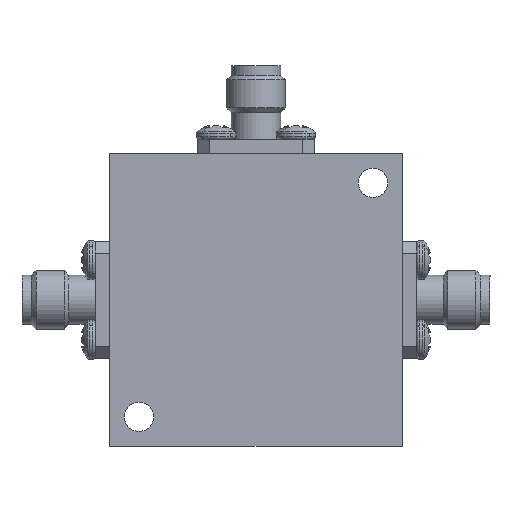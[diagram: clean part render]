
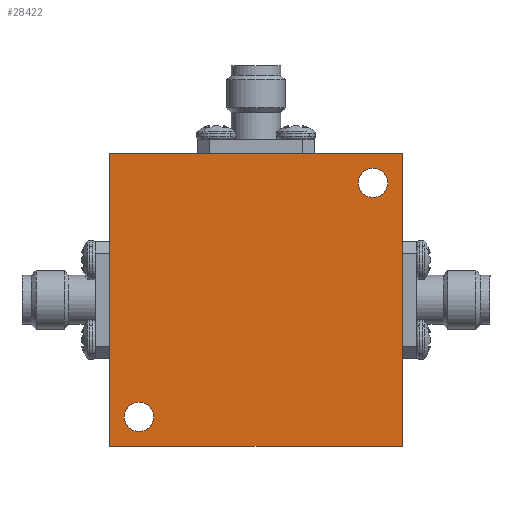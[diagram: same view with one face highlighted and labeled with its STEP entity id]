
A CAD part, front view. The second image highlights one B-rep face of the part: STEP entity #28422.
In plain terms, the highlighted planar face has unit normal (0, -1, 0).
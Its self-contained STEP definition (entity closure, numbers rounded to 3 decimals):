
#405 = DIRECTION ( 'NONE',  ( 0., 0., 1. ) ) ;
#676 = VECTOR ( 'NONE', #880, 1000. ) ;
#755 = EDGE_CURVE ( 'NONE', #41504, #30106, #7344, .T. ) ;
#779 = DIRECTION ( 'NONE',  ( 0., -1., 0. ) ) ;
#880 = DIRECTION ( 'NONE',  ( -1., 0., 0. ) ) ;
#955 = VERTEX_POINT ( 'NONE', #2336 ) ;
#1695 = EDGE_LOOP ( 'NONE', ( #4164, #57222 ) ) ;
#2057 = DIRECTION ( 'NONE',  ( 0., 1., 0. ) ) ;
#2336 = CARTESIAN_POINT ( 'NONE',  ( -15.875, 0., 15.875 ) ) ;
#2857 = CARTESIAN_POINT ( 'NONE',  ( 12.7, 0., 14.287 ) ) ;
#3864 = FACE_BOUND ( 'NONE', #1695, .T. ) ;
#3873 = DIRECTION ( 'NONE',  ( 0., 0., 1. ) ) ;
#3923 = LINE ( 'NONE', #45450, #40113 ) ;
#4164 = ORIENTED_EDGE ( 'NONE', *, *, #36567, .T. ) ;
#5044 = DIRECTION ( 'NONE',  ( 0., 1., 0. ) ) ;
#5628 = CARTESIAN_POINT ( 'NONE',  ( -12.7, 0., -11.112 ) ) ;
#5958 = CARTESIAN_POINT ( 'NONE',  ( -12.7, 0., -12.7 ) ) ;
#6197 = EDGE_CURVE ( 'NONE', #11330, #44822, #3923, .T. ) ;
#6902 = CARTESIAN_POINT ( 'NONE',  ( -15.875, 0., 15.875 ) ) ;
#7344 = CIRCLE ( 'NONE', #11128, 1.588 ) ;
#7397 = AXIS2_PLACEMENT_3D ( 'NONE', #5958, #2057, #11053 ) ;
#8501 = VERTEX_POINT ( 'NONE', #5628 ) ;
#9080 = LINE ( 'NONE', #32711, #27181 ) ;
#10449 = CARTESIAN_POINT ( 'NONE',  ( -15.875, 0., -15.875 ) ) ;
#11053 = DIRECTION ( 'NONE',  ( 0., 0., 1. ) ) ;
#11128 = AXIS2_PLACEMENT_3D ( 'NONE', #32928, #5044, #3873 ) ;
#11330 = VERTEX_POINT ( 'NONE', #25327 ) ;
#11461 = VERTEX_POINT ( 'NONE', #35613 ) ;
#12321 = CARTESIAN_POINT ( 'NONE',  ( 0., 0., 0. ) ) ;
#12614 = FACE_BOUND ( 'NONE', #24696, .T. ) ;
#12904 = PLANE ( 'NONE',  #41627 ) ;
#15120 = CIRCLE ( 'NONE', #7397, 1.588 ) ;
#16068 = ORIENTED_EDGE ( 'NONE', *, *, #53348, .F. ) ;
#19429 = ORIENTED_EDGE ( 'NONE', *, *, #755, .T. ) ;
#21173 = LINE ( 'NONE', #6902, #49748 ) ;
#23413 = CARTESIAN_POINT ( 'NONE',  ( 12.7, 0., 12.7 ) ) ;
#23929 = ORIENTED_EDGE ( 'NONE', *, *, #40856, .F. ) ;
#24559 = ORIENTED_EDGE ( 'NONE', *, *, #40544, .T. ) ;
#24656 = AXIS2_PLACEMENT_3D ( 'NONE', #23413, #55837, #405 ) ;
#24696 = EDGE_LOOP ( 'NONE', ( #24559, #19429 ) ) ;
#24901 = VERTEX_POINT ( 'NONE', #10449 ) ;
#25069 = LINE ( 'NONE', #38091, #676 ) ;
#25112 = DIRECTION ( 'NONE',  ( 0., 0., 1. ) ) ;
#25327 = CARTESIAN_POINT ( 'NONE',  ( 15.875, 0., 15.875 ) ) ;
#27181 = VECTOR ( 'NONE', #27612, 1000. ) ;
#27612 = DIRECTION ( 'NONE',  ( 1., 0., 0. ) ) ;
#28304 = CARTESIAN_POINT ( 'NONE',  ( 15.875, 0., -15.875 ) ) ;
#28422 = ADVANCED_FACE ( 'NONE', ( #3864, #54490, #12614 ), #12904, .T. ) ;
#28449 = DIRECTION ( 'NONE',  ( 0., 0., -1. ) ) ;
#28474 = CIRCLE ( 'NONE', #24656, 1.588 ) ;
#30106 = VERTEX_POINT ( 'NONE', #36428 ) ;
#32711 = CARTESIAN_POINT ( 'NONE',  ( -15.875, 0., 15.875 ) ) ;
#32833 = DIRECTION ( 'NONE',  ( 0., 0., -1. ) ) ;
#32928 = CARTESIAN_POINT ( 'NONE',  ( 12.7, 0., 12.7 ) ) ;
#35613 = CARTESIAN_POINT ( 'NONE',  ( -12.7, 0., -14.287 ) ) ;
#36428 = CARTESIAN_POINT ( 'NONE',  ( 12.7, 0., 11.112 ) ) ;
#36567 = EDGE_CURVE ( 'NONE', #11461, #8501, #15120, .T. ) ;
#38091 = CARTESIAN_POINT ( 'NONE',  ( -15.875, 0., -15.875 ) ) ;
#39082 = ORIENTED_EDGE ( 'NONE', *, *, #47570, .F. ) ;
#39644 = DIRECTION ( 'NONE',  ( 0., 0., 1. ) ) ;
#40113 = VECTOR ( 'NONE', #28449, 1000. ) ;
#40544 = EDGE_CURVE ( 'NONE', #30106, #41504, #28474, .T. ) ;
#40856 = EDGE_CURVE ( 'NONE', #24901, #955, #21173, .T. ) ;
#41504 = VERTEX_POINT ( 'NONE', #2857 ) ;
#41627 = AXIS2_PLACEMENT_3D ( 'NONE', #12321, #779, #32833 ) ;
#41840 = ORIENTED_EDGE ( 'NONE', *, *, #6197, .F. ) ;
#44822 = VERTEX_POINT ( 'NONE', #28304 ) ;
#45450 = CARTESIAN_POINT ( 'NONE',  ( 15.875, 0., 15.875 ) ) ;
#46553 = CIRCLE ( 'NONE', #50456, 1.588 ) ;
#47570 = EDGE_CURVE ( 'NONE', #955, #11330, #9080, .T. ) ;
#49748 = VECTOR ( 'NONE', #39644, 1000. ) ;
#50456 = AXIS2_PLACEMENT_3D ( 'NONE', #53580, #57838, #25112 ) ;
#53348 = EDGE_CURVE ( 'NONE', #44822, #24901, #25069, .T. ) ;
#53580 = CARTESIAN_POINT ( 'NONE',  ( -12.7, 0., -12.7 ) ) ;
#54490 = FACE_OUTER_BOUND ( 'NONE', #58815, .T. ) ;
#55837 = DIRECTION ( 'NONE',  ( 0., 1., 0. ) ) ;
#56688 = EDGE_CURVE ( 'NONE', #8501, #11461, #46553, .T. ) ;
#57222 = ORIENTED_EDGE ( 'NONE', *, *, #56688, .T. ) ;
#57838 = DIRECTION ( 'NONE',  ( 0., 1., 0. ) ) ;
#58815 = EDGE_LOOP ( 'NONE', ( #41840, #39082, #23929, #16068 ) ) ;
